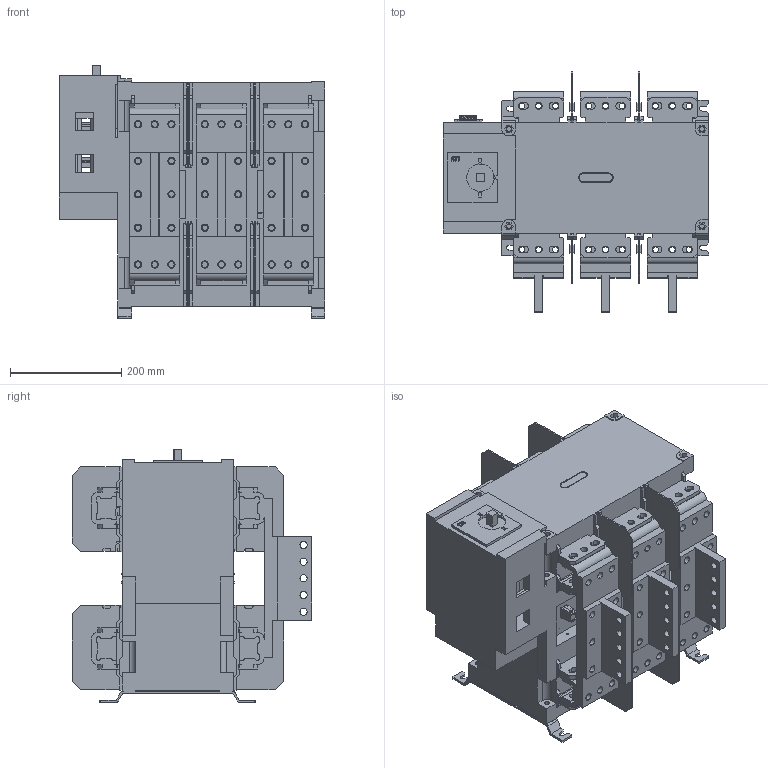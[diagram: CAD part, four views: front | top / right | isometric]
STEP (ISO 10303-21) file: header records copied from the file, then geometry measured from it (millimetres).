
FILE_DESCRIPTION((''),'2;1');
FILE_NAME('LBS_2000_3P_CO','2017-10-25T',('luka.skrinjar'),('Audax d.o.o.'),'CREO PARAMETRIC BY PTC INC, 2016050','CREO PARAMETRIC BY PTC INC, 2016050','');
FILE_SCHEMA(('AUTOMOTIVE_DESIGN { 1 0 10303 214 1 1 1 1 }'));
Products named in the file (1): LBS_2000_3P_CO
Bounding box: 478 x 431 x 454.5 mm (x, y, z)
Volume: 34766750.8 mm3; surface area: 2105715.5 mm2
Topology: 1 solids, 11 shells, 2923 faces, 8200 edges, 5429 vertices
Faces by surface type: plane 2010, cylinder 878, extrusion 29, cone 6
Entity records: 95210 total; most frequent: CARTESIAN_POINT 17139, ORIENTED_EDGE 16400, DIRECTION 15730, EDGE_CURVE 8200, VECTOR 6368, LINE 6339, VERTEX_POINT 5429, AXIS2_PLACEMENT_3D 4681
